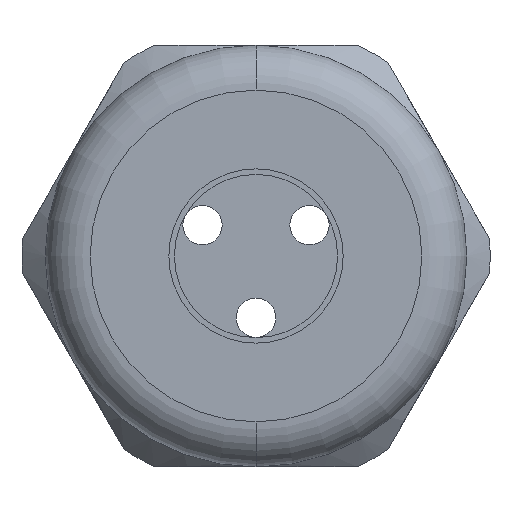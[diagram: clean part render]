
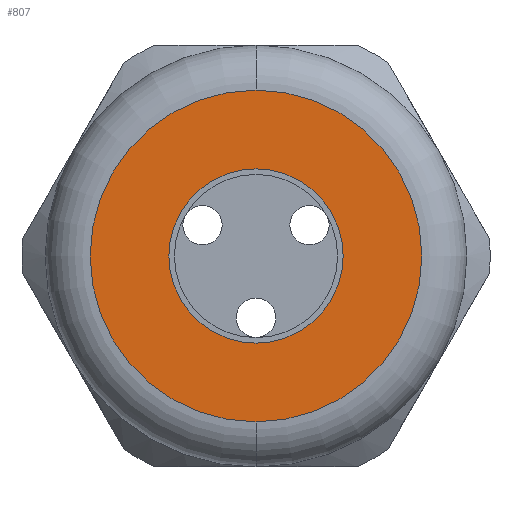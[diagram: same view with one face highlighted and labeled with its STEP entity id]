
A CAD part, left-side view. The second image highlights one B-rep face of the part: STEP entity #807.
In plain terms, the highlighted planar face has unit normal (-1, 0, 0).
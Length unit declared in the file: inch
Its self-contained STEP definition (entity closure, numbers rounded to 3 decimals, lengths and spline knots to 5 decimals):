
#786 = ORIENTED_EDGE ( 'NONE', *, *, #787, .T. ) ;
#787 = EDGE_CURVE ( 'NONE', #2046, #2017, #3293, .T. ) ;
#788 = ORIENTED_EDGE ( 'NONE', *, *, #789, .T. ) ;
#789 = EDGE_CURVE ( 'NONE', #2075, #2073, #3288, .T. ) ;
#790 = ORIENTED_EDGE ( 'NONE', *, *, #2067, .T. ) ;
#807 = ADVANCED_FACE ( 'NONE', ( #3377, #3376 ), #3375, .T. ) ;
#808 = EDGE_LOOP ( 'NONE', ( #809, #786 ) ) ;
#809 = ORIENTED_EDGE ( 'NONE', *, *, #2052, .T. ) ;
#810 = EDGE_LOOP ( 'NONE', ( #788, #790 ) ) ;
#2017 = VERTEX_POINT ( 'NONE', #4644 ) ;
#2046 = VERTEX_POINT ( 'NONE', #4700 ) ;
#2052 = EDGE_CURVE ( 'NONE', #2017, #2046, #4696, .T. ) ;
#2067 = EDGE_CURVE ( 'NONE', #2073, #2075, #4730, .T. ) ;
#2073 = VERTEX_POINT ( 'NONE', #4783 ) ;
#2075 = VERTEX_POINT ( 'NONE', #4782 ) ;
#3287 = CARTESIAN_POINT ( 'NONE',  ( -1.29, 0., 0. ) ) ;
#3288 = CIRCLE ( 'NONE', #3348, 0.155 ) ;
#3289 = DIRECTION ( 'NONE',  ( 0., 0., 1. ) ) ;
#3290 = DIRECTION ( 'NONE',  ( -1., 0., 0. ) ) ;
#3291 = CARTESIAN_POINT ( 'NONE',  ( -1.29, 0., 0. ) ) ;
#3292 = AXIS2_PLACEMENT_3D ( 'NONE', #3291, #3290, #3289 ) ;
#3293 = CIRCLE ( 'NONE', #3292, 0.295 ) ;
#3346 = DIRECTION ( 'NONE',  ( 0., 0., -1. ) ) ;
#3347 = DIRECTION ( 'NONE',  ( 1., 0., 0. ) ) ;
#3348 = AXIS2_PLACEMENT_3D ( 'NONE', #3287, #3347, #3346 ) ;
#3371 = DIRECTION ( 'NONE',  ( 0., 0., 1. ) ) ;
#3372 = DIRECTION ( 'NONE',  ( -1., 0., 0. ) ) ;
#3373 = CARTESIAN_POINT ( 'NONE',  ( -1.29, 0.375, 0. ) ) ;
#3374 = AXIS2_PLACEMENT_3D ( 'NONE', #3373, #3372, #3371 ) ;
#3375 = PLANE ( 'NONE',  #3374 ) ;
#3376 = FACE_BOUND ( 'NONE', #810, .T. ) ;
#3377 = FACE_OUTER_BOUND ( 'NONE', #808, .T. ) ;
#4644 = CARTESIAN_POINT ( 'NONE',  ( -1.29, 0., 0.295 ) ) ;
#4692 = DIRECTION ( 'NONE',  ( 0., 0., 1. ) ) ;
#4693 = DIRECTION ( 'NONE',  ( -1., 0., 0. ) ) ;
#4694 = CARTESIAN_POINT ( 'NONE',  ( -1.29, 0., 0. ) ) ;
#4695 = AXIS2_PLACEMENT_3D ( 'NONE', #4694, #4693, #4692 ) ;
#4696 = CIRCLE ( 'NONE', #4695, 0.295 ) ;
#4700 = CARTESIAN_POINT ( 'NONE',  ( -1.29, 0., -0.295 ) ) ;
#4726 = DIRECTION ( 'NONE',  ( 0., 0., -1. ) ) ;
#4727 = DIRECTION ( 'NONE',  ( 1., 0., 0. ) ) ;
#4728 = CARTESIAN_POINT ( 'NONE',  ( -1.29, 0., 0. ) ) ;
#4729 = AXIS2_PLACEMENT_3D ( 'NONE', #4728, #4727, #4726 ) ;
#4730 = CIRCLE ( 'NONE', #4729, 0.155 ) ;
#4782 = CARTESIAN_POINT ( 'NONE',  ( -1.29, 0., -0.155 ) ) ;
#4783 = CARTESIAN_POINT ( 'NONE',  ( -1.29, 0., 0.155 ) ) ;
